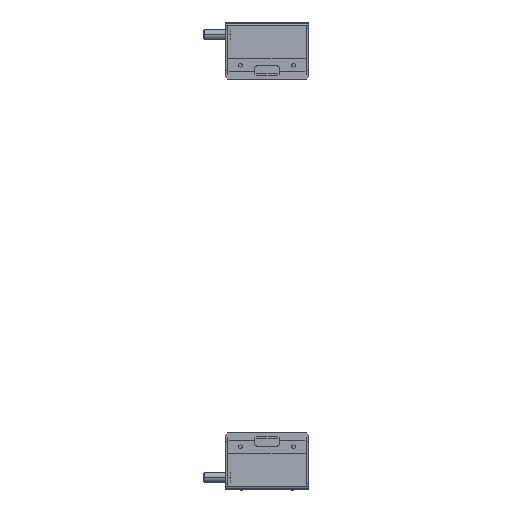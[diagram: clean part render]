
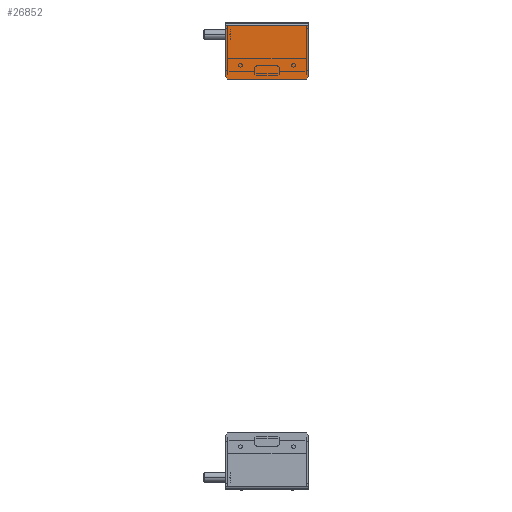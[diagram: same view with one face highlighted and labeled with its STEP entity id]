
A CAD part, left-side view. The second image highlights one B-rep face of the part: STEP entity #26852.
In plain terms, the highlighted face is planar.
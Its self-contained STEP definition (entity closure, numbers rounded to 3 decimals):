
#246 = CARTESIAN_POINT ( 'NONE',  ( 34., 50., -34. ) ) ;
#1755 = CARTESIAN_POINT ( 'NONE',  ( 34., 50., 30.6 ) ) ;
#2514 = EDGE_CURVE ( 'NONE', #14953, #25893, #24300, .T. ) ;
#3494 = VERTEX_POINT ( 'NONE', #9376 ) ;
#3526 = ORIENTED_EDGE ( 'NONE', *, *, #24515, .T. ) ;
#3626 = FACE_OUTER_BOUND ( 'NONE', #22052, .T. ) ;
#3639 = LINE ( 'NONE', #1755, #21788 ) ;
#4752 = AXIS2_PLACEMENT_3D ( 'NONE', #22536, #27750, #10268 ) ;
#5296 = VECTOR ( 'NONE', #22974, 1000. ) ;
#5411 = VECTOR ( 'NONE', #27689, 1000. ) ;
#5530 = CARTESIAN_POINT ( 'NONE',  ( 34., 47., -34. ) ) ;
#5625 = ORIENTED_EDGE ( 'NONE', *, *, #24385, .F. ) ;
#5782 = LINE ( 'NONE', #5530, #19284 ) ;
#5949 = CARTESIAN_POINT ( 'NONE',  ( 34., 50., -31. ) ) ;
#7130 = VERTEX_POINT ( 'NONE', #25624 ) ;
#7283 = VERTEX_POINT ( 'NONE', #8578 ) ;
#8578 = CARTESIAN_POINT ( 'NONE',  ( 34., -50., -31. ) ) ;
#9376 = CARTESIAN_POINT ( 'NONE',  ( 34., 47., -34. ) ) ;
#9751 = DIRECTION ( 'NONE',  ( 0., 0.707, -0.707 ) ) ;
#10268 = DIRECTION ( 'NONE',  ( 0., 0., 1. ) ) ;
#13516 = EDGE_CURVE ( 'NONE', #7283, #25266, #24054, .T. ) ;
#13849 = CARTESIAN_POINT ( 'NONE',  ( 34., 50., 30.6 ) ) ;
#14953 = VERTEX_POINT ( 'NONE', #13849 ) ;
#15454 = CARTESIAN_POINT ( 'NONE',  ( 34., -50., 34. ) ) ;
#15532 = CARTESIAN_POINT ( 'NONE',  ( 34., -47., -34. ) ) ;
#16907 = LINE ( 'NONE', #15454, #5296 ) ;
#17943 = DIRECTION ( 'NONE',  ( 0., 0.707, 0.707 ) ) ;
#19022 = DIRECTION ( 'NONE',  ( 0., -1., 0. ) ) ;
#19284 = VECTOR ( 'NONE', #17943, 1000. ) ;
#19535 = CARTESIAN_POINT ( 'NONE',  ( 34., -50., -31. ) ) ;
#20155 = PLANE ( 'NONE',  #4752 ) ;
#21355 = ORIENTED_EDGE ( 'NONE', *, *, #2514, .F. ) ;
#21612 = LINE ( 'NONE', #246, #5411 ) ;
#21788 = VECTOR ( 'NONE', #19022, 1000. ) ;
#21867 = ORIENTED_EDGE ( 'NONE', *, *, #13516, .T. ) ;
#22052 = EDGE_LOOP ( 'NONE', ( #31079, #21867, #5625, #3526, #21355, #31829 ) ) ;
#22536 = CARTESIAN_POINT ( 'NONE',  ( 34., 50., 34. ) ) ;
#22974 = DIRECTION ( 'NONE',  ( 0., 0., -1. ) ) ;
#24054 = LINE ( 'NONE', #19535, #30251 ) ;
#24300 = LINE ( 'NONE', #24888, #26216 ) ;
#24385 = EDGE_CURVE ( 'NONE', #3494, #25266, #21612, .T. ) ;
#24515 = EDGE_CURVE ( 'NONE', #3494, #25893, #5782, .T. ) ;
#24888 = CARTESIAN_POINT ( 'NONE',  ( 34., 50., 34. ) ) ;
#25200 = DIRECTION ( 'NONE',  ( 0., 0., -1. ) ) ;
#25266 = VERTEX_POINT ( 'NONE', #15532 ) ;
#25624 = CARTESIAN_POINT ( 'NONE',  ( 34., -50., 30.6 ) ) ;
#25893 = VERTEX_POINT ( 'NONE', #5949 ) ;
#26216 = VECTOR ( 'NONE', #25200, 1000. ) ;
#26852 = ADVANCED_FACE ( 'NONE', ( #3626 ), #20155, .F. ) ;
#27689 = DIRECTION ( 'NONE',  ( 0., -1., 0. ) ) ;
#27750 = DIRECTION ( 'NONE',  ( -1., 0., 0. ) ) ;
#29947 = EDGE_CURVE ( 'NONE', #7130, #7283, #16907, .T. ) ;
#30251 = VECTOR ( 'NONE', #9751, 1000. ) ;
#30878 = EDGE_CURVE ( 'NONE', #14953, #7130, #3639, .T. ) ;
#31079 = ORIENTED_EDGE ( 'NONE', *, *, #29947, .T. ) ;
#31829 = ORIENTED_EDGE ( 'NONE', *, *, #30878, .T. ) ;
